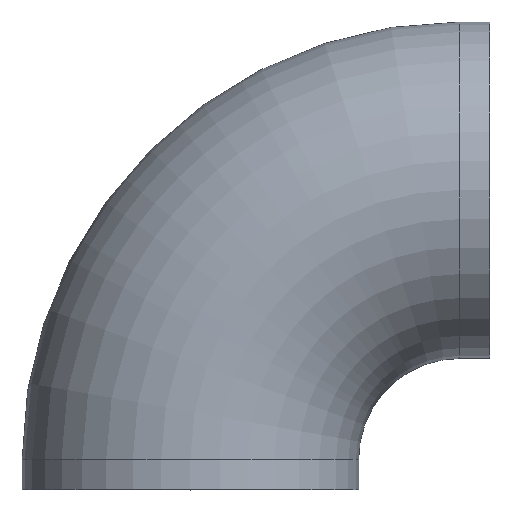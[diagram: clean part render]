
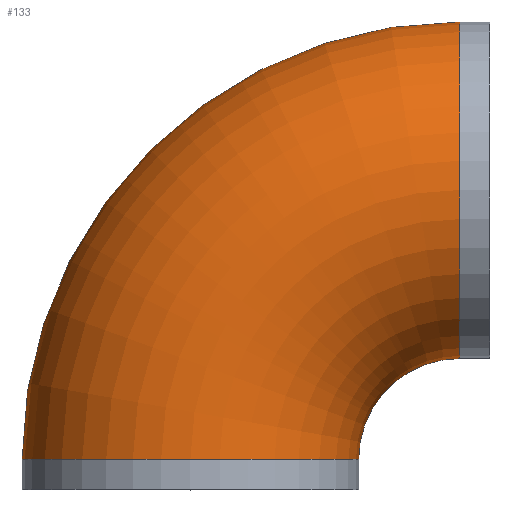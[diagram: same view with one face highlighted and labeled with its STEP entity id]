
A CAD part, top view. The second image highlights one B-rep face of the part: STEP entity #133.
In plain terms, the highlighted toroidal (fillet/blend) face has major radius 400 mm and minor radius 250 mm.
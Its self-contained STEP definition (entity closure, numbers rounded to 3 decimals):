
#95 = VERTEX_POINT( '', #231 );
#109 = VERTEX_POINT( '', #247 );
#111 = EDGE_CURVE( '', #149, #109, #249, .T. );
#133 = ADVANCED_FACE( '', ( #275 ), #276, .T. );
#145 = VERTEX_POINT( '', #288 );
#149 = VERTEX_POINT( '', #293 );
#163 = EDGE_CURVE( '', #149, #145, #307, .T. );
#175 = EDGE_CURVE( '', #95, #109, #321, .T. );
#181 = EDGE_CURVE( '', #95, #145, #327, .T. );
#231 = CARTESIAN_POINT( '', ( 250., 45., 0. ) );
#247 = CARTESIAN_POINT( '', ( 400., 195., 0. ) );
#249 = CIRCLE( '', #397, 250. );
#275 = FACE_OUTER_BOUND( '', #424, .T. );
#276 = TOROIDAL_SURFACE( '', #425, 400., 250. );
#288 = CARTESIAN_POINT( '', ( -250., 45., 0. ) );
#293 = CARTESIAN_POINT( '', ( 400., 695., 0. ) );
#307 = CIRCLE( '', #470, 650. );
#321 = CIRCLE( '', #490, 150. );
#327 = CIRCLE( '', #499, 250. );
#397 = AXIS2_PLACEMENT_3D( '', #561, #562, #563 );
#424 = EDGE_LOOP( '', ( #604, #605, #606, #607 ) );
#425 = AXIS2_PLACEMENT_3D( '', #608, #609, #610 );
#470 = AXIS2_PLACEMENT_3D( '', #643, #644, #645 );
#490 = AXIS2_PLACEMENT_3D( '', #659, #660, #661 );
#499 = AXIS2_PLACEMENT_3D( '', #663, #664, #665 );
#561 = CARTESIAN_POINT( '', ( 400., 445., 0. ) );
#562 = DIRECTION( '', ( 1., 0., 0. ) );
#563 = DIRECTION( '', ( 0., -1., 0. ) );
#604 = ORIENTED_EDGE( '', *, *, #163, .T. );
#605 = ORIENTED_EDGE( '', *, *, #181, .F. );
#606 = ORIENTED_EDGE( '', *, *, #175, .T. );
#607 = ORIENTED_EDGE( '', *, *, #111, .F. );
#608 = CARTESIAN_POINT( '', ( 400., 45., 0. ) );
#609 = DIRECTION( '', ( 0., 0., 1. ) );
#610 = DIRECTION( '', ( 1., 0., 0. ) );
#643 = CARTESIAN_POINT( '', ( 400., 45., 0. ) );
#644 = DIRECTION( '', ( 0., 0., 1. ) );
#645 = DIRECTION( '', ( 1., 0., 0. ) );
#659 = CARTESIAN_POINT( '', ( 400., 45., 0. ) );
#660 = DIRECTION( '', ( 0., 0., -1. ) );
#661 = DIRECTION( '', ( 1., 0., 0. ) );
#663 = CARTESIAN_POINT( '', ( 0., 45., 0. ) );
#664 = DIRECTION( '', ( 0., -1., 0. ) );
#665 = DIRECTION( '', ( 1., 0., 0. ) );
